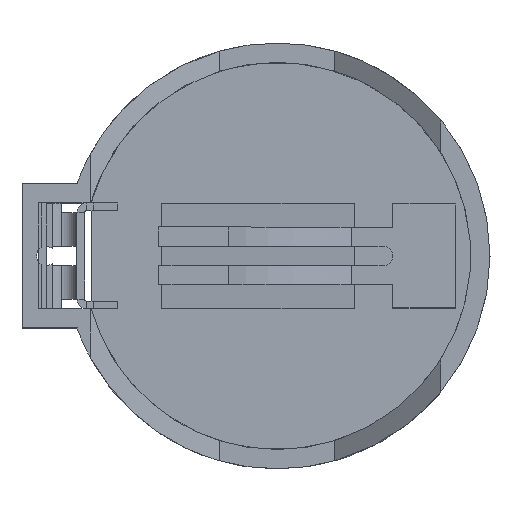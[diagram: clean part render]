
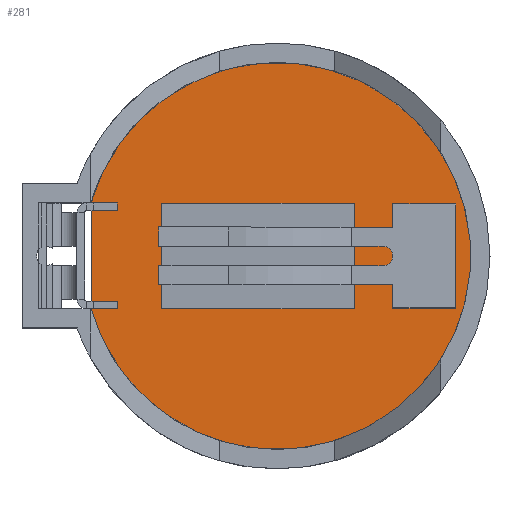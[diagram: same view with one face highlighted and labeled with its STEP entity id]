
A CAD part, top view. The second image highlights one B-rep face of the part: STEP entity #281.
In plain terms, the highlighted planar face has unit normal (0, 0, 1).
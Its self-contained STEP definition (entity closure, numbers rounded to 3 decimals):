
#281=ADVANCED_FACE('',(#1285,#1287,#1289),#1291,.T.);
#1285=FACE_BOUND('',#1286,.T.);
#1286=EDGE_LOOP('',(#2090,#2091));
#1287=FACE_BOUND('',#1288,.T.);
#1288=EDGE_LOOP('',(#2092));
#1289=FACE_BOUND('',#1290,.T.);
#1290=EDGE_LOOP('',(#2093,#2094,#2095,#2096));
#1291=PLANE('',#1292);
#1292=AXIS2_PLACEMENT_3D('',#1293,#1294,#1295);
#1293=CARTESIAN_POINT('',(0.,0.,2.));
#1294=DIRECTION('',(0.,0.,1.));
#1295=DIRECTION('',(-1.,0.,0.));
#2090=ORIENTED_EDGE('',*,*,#2629,.T.);
#2091=ORIENTED_EDGE('',*,*,#2630,.T.);
#2092=ORIENTED_EDGE('',*,*,#2631,.T.);
#2093=ORIENTED_EDGE('',*,*,#2632,.T.);
#2094=ORIENTED_EDGE('',*,*,#2633,.T.);
#2095=ORIENTED_EDGE('',*,*,#2634,.T.);
#2096=ORIENTED_EDGE('',*,*,#2635,.T.);
#2629=EDGE_CURVE('',#2897,#2871,#2929,.F.);
#2630=EDGE_CURVE('',#2871,#2897,#2930,.T.);
#2631=EDGE_CURVE('',#2931,#2931,#2932,.T.);
#2632=EDGE_CURVE('',#2933,#2934,#2935,.F.);
#2633=EDGE_CURVE('',#2934,#2936,#2937,.F.);
#2634=EDGE_CURVE('',#2936,#2938,#2939,.F.);
#2635=EDGE_CURVE('',#2938,#2933,#2940,.T.);
#2871=VERTEX_POINT('',#3316);
#2897=VERTEX_POINT('',#3368);
#2929=LINE('',#3442,#3443);
#2930=CIRCLE('',#3445,10.05);
#2931=VERTEX_POINT('',#3449);
#2932=CIRCLE('',#3450,1.);
#2933=VERTEX_POINT('',#3454);
#2934=VERTEX_POINT('',#3455);
#2935=LINE('',#3456,#3457);
#2936=VERTEX_POINT('',#3459);
#2937=LINE('',#3460,#3461);
#2938=VERTEX_POINT('',#3463);
#2939=LINE('',#3464,#3465);
#2940=LINE('',#3467,#3468);
#3316=CARTESIAN_POINT('',(-9.666,-2.75,2.));
#3368=CARTESIAN_POINT('',(-9.666,2.75,2.));
#3442=CARTESIAN_POINT('',(-9.666,-2.75,2.));
#3443=VECTOR('',#3444,1.);
#3444=DIRECTION('',(0.,1.,0.));
#3445=AXIS2_PLACEMENT_3D('',#3446,#3447,#3448);
#3446=CARTESIAN_POINT('',(0.,0.,2.));
#3447=DIRECTION('',(0.,0.,1.));
#3448=DIRECTION('',(-0.962,-0.274,0.));
#3449=CARTESIAN_POINT('',(7.,0.,2.));
#3450=AXIS2_PLACEMENT_3D('',#3451,#3452,#3453);
#3451=CARTESIAN_POINT('',(8.,0.,2.));
#3452=DIRECTION('',(-0.,-0.,-1.));
#3453=DIRECTION('',(-1.,0.,0.));
#3454=CARTESIAN_POINT('',(-6.,-2.75,2.));
#3455=CARTESIAN_POINT('',(-6.,2.75,2.));
#3456=CARTESIAN_POINT('',(-6.,2.75,2.));
#3457=VECTOR('',#3458,1.);
#3458=DIRECTION('',(0.,-1.,0.));
#3459=CARTESIAN_POINT('',(4.,2.75,2.));
#3460=CARTESIAN_POINT('',(4.,2.75,2.));
#3461=VECTOR('',#3462,1.);
#3462=DIRECTION('',(-1.,0.,0.));
#3463=CARTESIAN_POINT('',(4.,-2.75,2.));
#3464=CARTESIAN_POINT('',(4.,-2.75,2.));
#3465=VECTOR('',#3466,1.);
#3466=DIRECTION('',(0.,1.,0.));
#3467=CARTESIAN_POINT('',(4.,-2.75,2.));
#3468=VECTOR('',#3469,1.);
#3469=DIRECTION('',(-1.,0.,0.));
